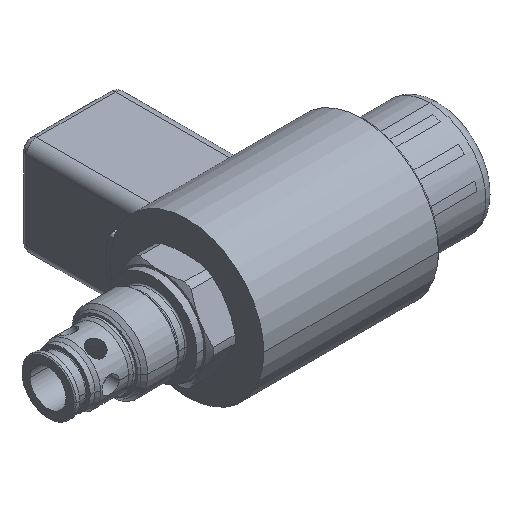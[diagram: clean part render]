
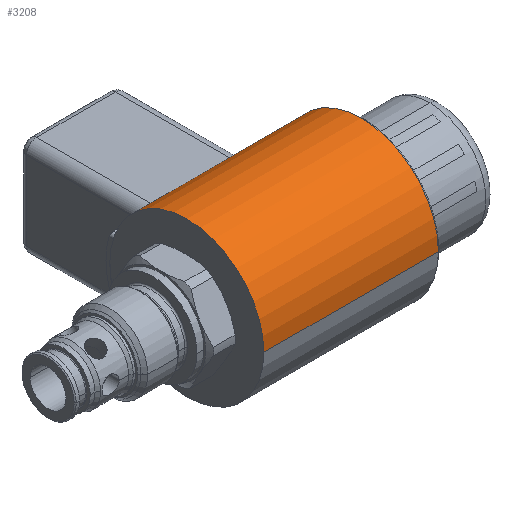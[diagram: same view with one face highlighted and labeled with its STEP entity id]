
A CAD part, isometric view. The second image highlights one B-rep face of the part: STEP entity #3208.
In plain terms, the highlighted cylindrical face has radius 22.5 mm (diameter 45 mm), a partial arc.
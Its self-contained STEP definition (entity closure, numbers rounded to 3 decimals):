
#963=CARTESIAN_POINT('',(10.,0.,0.));
#964=DIRECTION('',(1.,0.,0.));
#965=DIRECTION('',(0.,1.,0.));
#966=AXIS2_PLACEMENT_3D('',#963,#964,#965);
#1013=DIRECTION('',(1.,0.,0.));
#1014=VECTOR('',#1013,2.5);
#1015=CARTESIAN_POINT('',(11.2,21.213,7.5));
#1016=LINE('',#1015,#1014);
#1017=DIRECTION('',(1.,0.,0.));
#1018=VECTOR('',#1017,23.);
#1019=CARTESIAN_POINT('',(16.7,17.205,14.5));
#1020=LINE('',#1019,#1018);
#1021=CARTESIAN_POINT('',(39.7,17.205,14.5));
#1022=CARTESIAN_POINT('',(39.811,17.205,14.5));
#1023=CARTESIAN_POINT('',(40.032,17.215,14.488));
#1024=CARTESIAN_POINT('',(40.365,17.262,14.432));
#1025=CARTESIAN_POINT('',(40.699,17.342,14.336));
#1026=CARTESIAN_POINT('',(41.03,17.456,14.197));
#1027=CARTESIAN_POINT('',(41.356,17.606,14.011));
#1028=CARTESIAN_POINT('',(41.67,17.792,13.774));
#1029=CARTESIAN_POINT('',(41.961,18.012,13.486));
#1030=CARTESIAN_POINT('',(42.219,18.26,13.148));
#1031=CARTESIAN_POINT('',(42.43,18.528,12.769));
#1032=CARTESIAN_POINT('',(42.586,18.804,12.359));
#1033=CARTESIAN_POINT('',(42.68,19.079,11.929));
#1034=CARTESIAN_POINT('',(42.7,19.254,11.644));
#1035=CARTESIAN_POINT('',(42.7,19.339,11.5));
#1037=DIRECTION('',(-1.,0.,0.));
#1038=VECTOR('',#1037,50.968);
#1039=CARTESIAN_POINT('',(60.968,-22.5,0.));
#1040=LINE('',#1039,#1038);
#1041=CARTESIAN_POINT('',(10.2,0.,0.));
#1042=DIRECTION('',(-1.,0.,0.));
#1043=DIRECTION('',(0.,0.957,0.289));
#1044=AXIS2_PLACEMENT_3D('',#1041,#1042,#1043);
#1069=CARTESIAN_POINT('',(11.2,21.213,7.5));
#1070=CARTESIAN_POINT('',(11.1,21.213,7.5));
#1071=CARTESIAN_POINT('',(10.897,21.224,7.47));
#1072=CARTESIAN_POINT('',(10.61,21.274,7.328));
#1073=CARTESIAN_POINT('',(10.386,21.348,7.109));
#1074=CARTESIAN_POINT('',(10.236,21.441,6.826));
#1075=CARTESIAN_POINT('',(10.2,21.508,6.61));
#1076=CARTESIAN_POINT('',(10.2,21.541,6.5));
#1124=DIRECTION('',(-1.,0.,0.));
#1125=VECTOR('',#1124,0.2);
#1126=CARTESIAN_POINT('',(10.2,22.5,0.));
#1127=LINE('',#1126,#1125);
#1128=DIRECTION('',(-1.,0.,0.));
#1129=VECTOR('',#1128,18.268);
#1130=CARTESIAN_POINT('',(60.968,22.5,0.));
#1131=LINE('',#1130,#1129);
#1167=CARTESIAN_POINT('',(60.968,0.,0.));
#1168=DIRECTION('',(-1.,0.,0.));
#1169=DIRECTION('',(0.,-1.,0.));
#1170=AXIS2_PLACEMENT_3D('',#1167,#1168,#1169);
#1399=CARTESIAN_POINT('',(42.7,0.,0.));
#1400=DIRECTION('',(1.,0.,0.));
#1401=DIRECTION('',(0.,1.,0.));
#1402=AXIS2_PLACEMENT_3D('',#1399,#1400,#1401);
#1486=CARTESIAN_POINT('',(16.7,17.205,14.5));
#1487=CARTESIAN_POINT('',(16.59,17.205,14.5));
#1488=CARTESIAN_POINT('',(16.367,17.215,14.488));
#1489=CARTESIAN_POINT('',(16.035,17.262,14.432));
#1490=CARTESIAN_POINT('',(15.701,17.342,14.336));
#1491=CARTESIAN_POINT('',(15.369,17.456,14.197));
#1492=CARTESIAN_POINT('',(15.043,17.606,14.011));
#1493=CARTESIAN_POINT('',(14.73,17.792,13.774));
#1494=CARTESIAN_POINT('',(14.438,18.012,13.486));
#1495=CARTESIAN_POINT('',(14.181,18.26,13.148));
#1496=CARTESIAN_POINT('',(13.97,18.528,12.769));
#1497=CARTESIAN_POINT('',(13.814,18.804,12.359));
#1498=CARTESIAN_POINT('',(13.72,19.079,11.93));
#1499=CARTESIAN_POINT('',(13.7,19.254,11.643));
#1500=CARTESIAN_POINT('',(13.7,19.339,11.5));
#1506=CARTESIAN_POINT('',(13.7,0.,0.));
#1507=DIRECTION('',(-1.,0.,0.));
#1508=DIRECTION('',(0.,0.86,0.511));
#1509=AXIS2_PLACEMENT_3D('',#1506,#1507,#1508);
#1831=CARTESIAN_POINT('',(13.7,19.339,11.5));
#1832=VERTEX_POINT('',#1831);
#1833=CARTESIAN_POINT('',(13.7,21.213,7.5));
#1834=VERTEX_POINT('',#1833);
#1843=CARTESIAN_POINT('',(16.7,17.205,14.5));
#1844=VERTEX_POINT('',#1843);
#1845=CARTESIAN_POINT('',(39.7,17.205,14.5));
#1846=VERTEX_POINT('',#1845);
#1847=CARTESIAN_POINT('',(42.7,19.339,11.5));
#1848=VERTEX_POINT('',#1847);
#1851=CARTESIAN_POINT('',(42.7,22.5,0.));
#1852=VERTEX_POINT('',#1851);
#1860=CARTESIAN_POINT('',(10.2,22.5,0.));
#1861=VERTEX_POINT('',#1860);
#1862=CARTESIAN_POINT('',(10.,22.5,0.));
#1863=VERTEX_POINT('',#1862);
#1864=CARTESIAN_POINT('',(10.,-22.5,0.));
#1865=VERTEX_POINT('',#1864);
#1866=CARTESIAN_POINT('',(60.968,-22.5,0.));
#1867=VERTEX_POINT('',#1866);
#1868=CARTESIAN_POINT('',(60.968,22.5,0.));
#1869=VERTEX_POINT('',#1868);
#1875=CARTESIAN_POINT('',(11.2,21.213,7.5));
#1876=VERTEX_POINT('',#1875);
#1877=VERTEX_POINT('',#1076);
#3176=CARTESIAN_POINT('',(-18.81,0.,0.));
#3177=DIRECTION('',(1.,0.,0.));
#3178=DIRECTION('',(0.,-1.,0.));
#3179=AXIS2_PLACEMENT_3D('',#3176,#3177,#3178);
#3180=CYLINDRICAL_SURFACE('',#3179,22.5);
#3182=ORIENTED_EDGE('',*,*,#3181,.F.);
#3184=ORIENTED_EDGE('',*,*,#3183,.F.);
#3186=ORIENTED_EDGE('',*,*,#3185,.T.);
#3188=ORIENTED_EDGE('',*,*,#3187,.F.);
#3190=ORIENTED_EDGE('',*,*,#3189,.F.);
#3192=ORIENTED_EDGE('',*,*,#3191,.T.);
#3194=ORIENTED_EDGE('',*,*,#3193,.T.);
#3196=ORIENTED_EDGE('',*,*,#3195,.F.);
#3198=ORIENTED_EDGE('',*,*,#3197,.F.);
#3200=ORIENTED_EDGE('',*,*,#3199,.F.);
#3202=ORIENTED_EDGE('',*,*,#3201,.T.);
#3203=ORIENTED_EDGE('',*,*,#3155,.F.);
#3205=ORIENTED_EDGE('',*,*,#3204,.F.);
#3206=EDGE_LOOP('',(#3182,#3184,#3186,#3188,#3190,#3192,#3194,#3196,#3198,#3200,
#3202,#3203,#3205));
#3207=FACE_OUTER_BOUND('',#3206,.F.);
#967=CIRCLE('',#966,22.5);
#1036=B_SPLINE_CURVE_WITH_KNOTS('',3,(#1021,#1022,#1023,#1024,#1025,#1026,#1027,
#1028,#1029,#1030,#1031,#1032,#1033,#1034,#1035),.UNSPECIFIED.,.F.,.F.,(4,1,1,1,
1,1,1,1,1,1,1,1,4),(0.,0.083,0.167,0.25,
0.333,0.417,0.5,0.583,0.667,
0.75,0.833,0.917,1.),.UNSPECIFIED.);
#1045=CIRCLE('',#1044,22.5);
#1077=B_SPLINE_CURVE_WITH_KNOTS('',3,(#1069,#1070,#1071,#1072,#1073,#1074,#1075,
#1076),.UNSPECIFIED.,.F.,.F.,(4,1,1,1,1,4),(0.,0.2,0.4,0.6,0.8,1.),
.UNSPECIFIED.);
#1171=CIRCLE('',#1170,22.5);
#1403=CIRCLE('',#1402,22.5);
#1501=B_SPLINE_CURVE_WITH_KNOTS('',3,(#1486,#1487,#1488,#1489,#1490,#1491,#1492,
#1493,#1494,#1495,#1496,#1497,#1498,#1499,#1500),.UNSPECIFIED.,.F.,.F.,(4,1,1,1,
1,1,1,1,1,1,1,1,4),(0.,0.083,0.167,0.25,
0.333,0.417,0.5,0.583,0.667,
0.75,0.833,0.917,1.),.UNSPECIFIED.);
#1510=CIRCLE('',#1509,22.5);
#3155=EDGE_CURVE('',#1863,#1865,#967,.T.);
#3181=EDGE_CURVE('',#1877,#1861,#1045,.T.);
#3183=EDGE_CURVE('',#1876,#1877,#1077,.T.);
#3185=EDGE_CURVE('',#1876,#1834,#1016,.T.);
#3187=EDGE_CURVE('',#1832,#1834,#1510,.T.);
#3189=EDGE_CURVE('',#1844,#1832,#1501,.T.);
#3191=EDGE_CURVE('',#1844,#1846,#1020,.T.);
#3193=EDGE_CURVE('',#1846,#1848,#1036,.T.);
#3195=EDGE_CURVE('',#1852,#1848,#1403,.T.);
#3197=EDGE_CURVE('',#1869,#1852,#1131,.T.);
#3199=EDGE_CURVE('',#1867,#1869,#1171,.T.);
#3201=EDGE_CURVE('',#1867,#1865,#1040,.T.);
#3204=EDGE_CURVE('',#1861,#1863,#1127,.T.);
#3208=ADVANCED_FACE('',(#3207),#3180,.T.);
